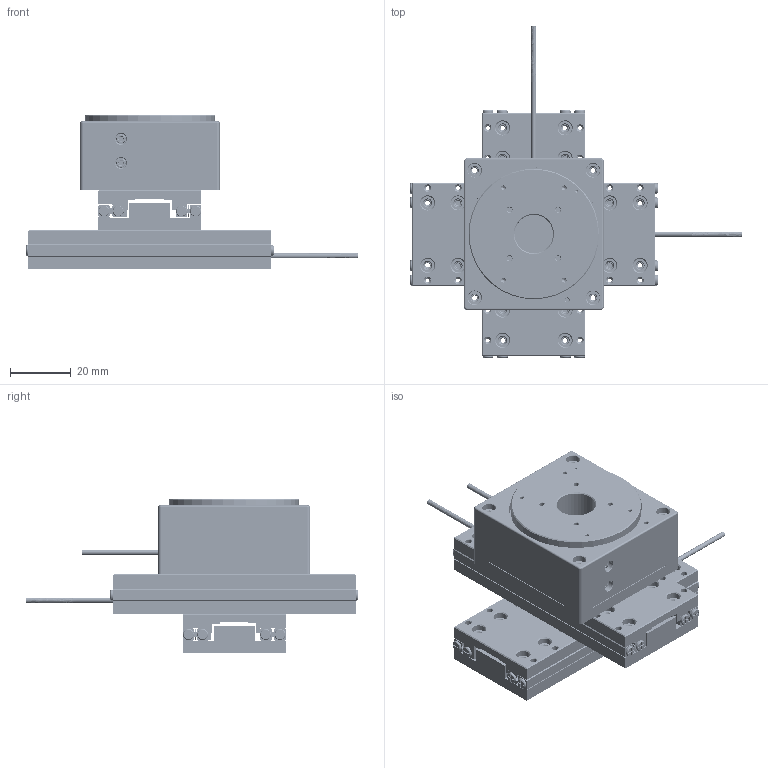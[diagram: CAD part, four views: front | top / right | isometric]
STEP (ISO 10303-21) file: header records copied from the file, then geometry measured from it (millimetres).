
FILE_DESCRIPTION(/* description */ (''),/* implementation_level */ '2;1');
FILE_NAME(/* name */ 'Samsung_assy.stp',/* time_stamp */ '2020-05-08T10:51:41+02:00',/* author */ (''),/* organization */ ('Xeryon'),/* preprocessor_version */ 'ST-DEVELOPER v16',/* originating_system */ 'SIEMENS PLM Software NX 10.0',/* authorisation */ '');
FILE_SCHEMA (('AUTOMOTIVE_DESIGN { 1 0 10303 214 3 1 1 1 }'));
Bounding box: 109.4 x 109.4 x 50.95 mm (x, y, z)
Volume: 95456.1 mm3; surface area: 70849.4 mm2
Topology: 30 solids, 30 shells, 1899 faces, 4697 edges, 2963 vertices
Faces by surface type: plane 832, cone 525, cylinder 516, bspline 21, torus 5
Full cylindrical faces by diameter (mm): 1 x1, 1.25 x52, 1.567 x64, 1.6 x28, 1.7 x1, 1.8 x29, 2 x1, 2.05 x32, 2.4 x36, 3 x69, 3.5 x29, 3.6 x16, 4.4 x36, 12.7 x1, 15 x1, 17 x2, 21.5 x1, 25 x1, 26.5 x1, 31 x1, 43 x1, 44 x1
Entity records: 25105 total; most frequent: CRTPNT 8061, DRCTN 3615, ORNEDG 2686, A2PL3D 1508, EDGLP 1457, EDGCRV 1343, FCBND 1222, VRTPNT 1088
